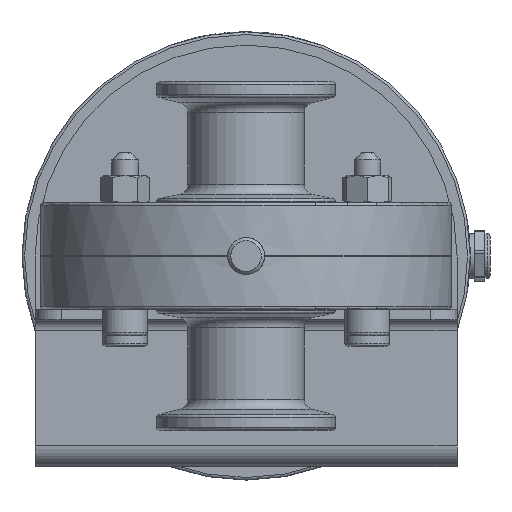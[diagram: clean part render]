
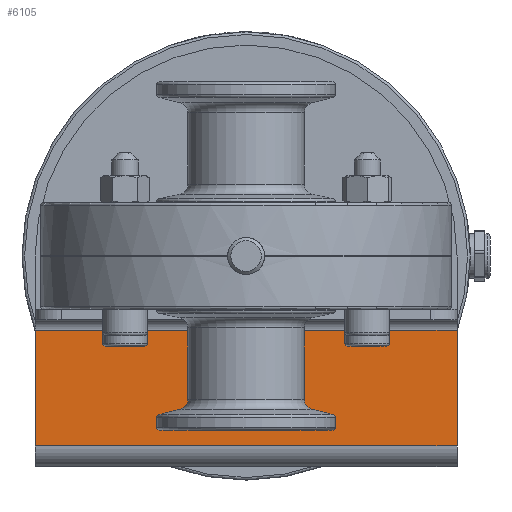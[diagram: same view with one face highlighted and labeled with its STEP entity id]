
A CAD part, front view. The second image highlights one B-rep face of the part: STEP entity #6105.
In plain terms, the highlighted planar face has unit normal (0, -1, 0).
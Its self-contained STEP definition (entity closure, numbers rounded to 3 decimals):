
#1024=FACE_OUTER_BOUND('',#1424,.T.);
#1424=EDGE_LOOP('',(#5233,#5234,#5235,#5236));
#2148=LINE('',#11609,#2501);
#2151=LINE('',#11615,#2504);
#2154=LINE('',#11622,#2507);
#2156=LINE('',#11629,#2509);
#2501=VECTOR('',#8396,10.);
#2504=VECTOR('',#8401,10.);
#2507=VECTOR('',#8408,10.);
#2509=VECTOR('',#8416,10.);
#3003=VERTEX_POINT('',#11600);
#3004=VERTEX_POINT('',#11604);
#3006=VERTEX_POINT('',#11613);
#3008=VERTEX_POINT('',#11621);
#3758=EDGE_CURVE('',#3003,#3004,#2148,.T.);
#3761=EDGE_CURVE('',#3006,#3004,#2151,.T.);
#3764=EDGE_CURVE('',#3006,#3008,#2154,.T.);
#3768=EDGE_CURVE('',#3003,#3008,#2156,.T.);
#5233=ORIENTED_EDGE('',*,*,#3758,.T.);
#5234=ORIENTED_EDGE('',*,*,#3761,.F.);
#5235=ORIENTED_EDGE('',*,*,#3764,.T.);
#5236=ORIENTED_EDGE('',*,*,#3768,.F.);
#5800=PLANE('',#6920);
#6105=ADVANCED_FACE('',(#1024),#5800,.F.);
#6920=AXIS2_PLACEMENT_3D('',#11639,#8428,#8429);
#8396=DIRECTION('',(-1.,0.,0.));
#8401=DIRECTION('',(0.,0.,1.));
#8408=DIRECTION('',(1.,0.,0.));
#8416=DIRECTION('',(0.,0.,-1.));
#8428=DIRECTION('center_axis',(0.,1.,0.));
#8429=DIRECTION('ref_axis',(1.,0.,0.));
#11600=CARTESIAN_POINT('',(40.,-18.,-14.1));
#11604=CARTESIAN_POINT('',(-40.,-18.,-14.1));
#11609=CARTESIAN_POINT('',(-20.,-18.,-14.1));
#11613=CARTESIAN_POINT('',(-40.,-18.,-36.));
#11615=CARTESIAN_POINT('',(-40.,-18.,-36.));
#11621=CARTESIAN_POINT('',(40.,-18.,-36.));
#11622=CARTESIAN_POINT('',(0.,-18.,-36.));
#11629=CARTESIAN_POINT('',(40.,-18.,-40.524));
#11639=CARTESIAN_POINT('Origin',(0.,-18.,-25.312));
